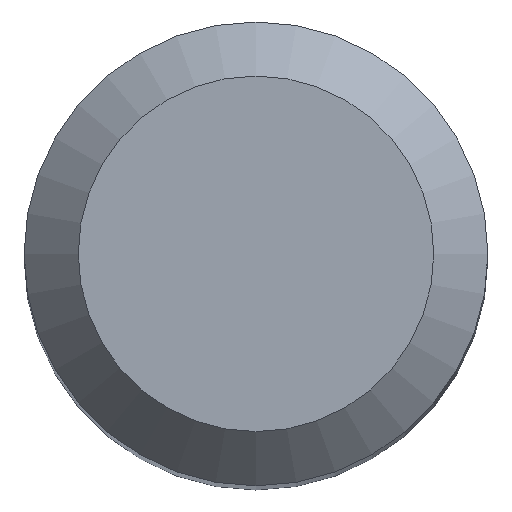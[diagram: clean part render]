
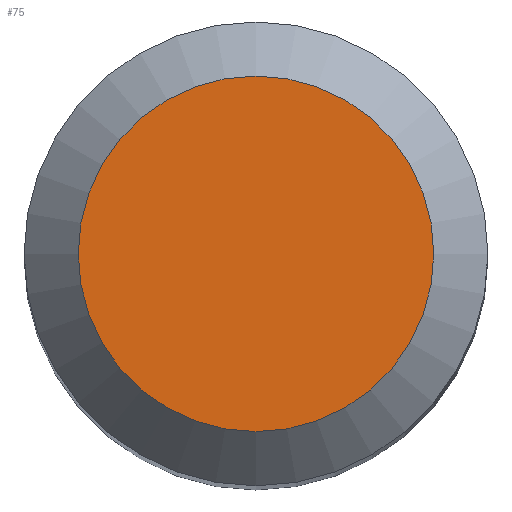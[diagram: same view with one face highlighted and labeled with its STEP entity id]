
A CAD part, top view. The second image highlights one B-rep face of the part: STEP entity #75.
In plain terms, the highlighted planar face has unit normal (0, 0, 1).
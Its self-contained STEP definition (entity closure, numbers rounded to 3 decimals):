
#18 = CIRCLE ( 'NONE', #183, 2.3 ) ;
#21 = EDGE_CURVE ( 'NONE', #50, #50, #18, .T. ) ;
#50 = VERTEX_POINT ( 'NONE', #105 ) ;
#58 = CARTESIAN_POINT ( 'NONE',  ( 0., 0., 66. ) ) ;
#66 = AXIS2_PLACEMENT_3D ( 'NONE', #115, #194, #155 ) ;
#73 = EDGE_LOOP ( 'NONE', ( #261 ) ) ;
#75 = ADVANCED_FACE ( 'NONE', ( #100 ), #101, .F. ) ;
#100 = FACE_OUTER_BOUND ( 'NONE', #73, .T. ) ;
#101 = PLANE ( 'NONE',  #66 ) ;
#105 = CARTESIAN_POINT ( 'NONE',  ( 0., 2.3, 66. ) ) ;
#115 = CARTESIAN_POINT ( 'NONE',  ( 0., 0., 66. ) ) ;
#131 = DIRECTION ( 'NONE',  ( 0., 0., -1. ) ) ;
#155 = DIRECTION ( 'NONE',  ( 0., 1., 0. ) ) ;
#183 = AXIS2_PLACEMENT_3D ( 'NONE', #58, #131, #212 ) ;
#194 = DIRECTION ( 'NONE',  ( 0., 0., -1. ) ) ;
#212 = DIRECTION ( 'NONE',  ( 0., 1., 0. ) ) ;
#261 = ORIENTED_EDGE ( 'NONE', *, *, #21, .F. ) ;
